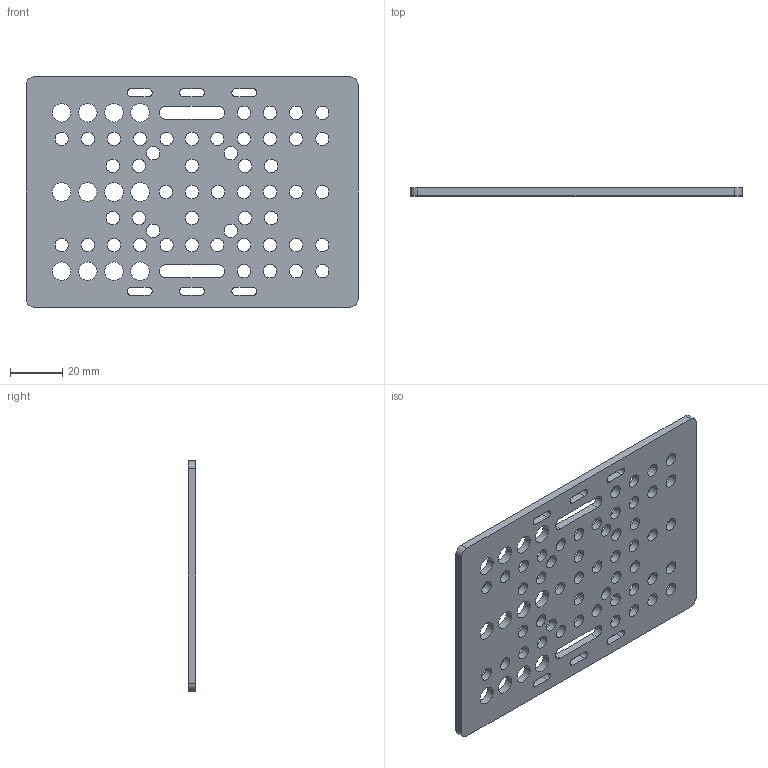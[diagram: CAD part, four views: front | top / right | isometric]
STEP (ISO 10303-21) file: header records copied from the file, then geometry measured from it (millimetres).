
FILE_DESCRIPTION(/* description */ (''),/* implementation_level */ '2;1');
FILE_NAME(/* name */ 'V-Slot Gantry Plate 20-80mm.step',/* time_stamp */ '2019-09-18T11:30:42-05:00',/* author */ (''),/* organization */ (''),/* preprocessor_version */ 'ST-DEVELOPER v18',/* originating_system */ 'Autodesk Translation Framework v8.6.0.1094',/* authorisation */ '');
FILE_SCHEMA (('AUTOMOTIVE_DESIGN { 1 0 10303 214 3 1 1 }'));
Length unit declared in the file: millimetre
Products named in the file (1): V-Slot Gantry Plate 20-80mm
Bounding box: 127 x 3 x 88 mm (x, y, z)
Volume: 27758 mm3; surface area: 23772.1 mm2
Topology: 1 solids, 1 shells, 105 faces, 363 edges, 260 vertices
Faces by surface type: cylinder 83, plane 22
Full cylindrical faces by diameter (mm): 5.1 x51, 7.1 x12
Entity records: 4446 total; most frequent: DIRECTION 795, CARTESIAN_POINT 729, ORIENTED_EDGE 726, EDGE_CURVE 363, AXIS2_PLACEMENT_3D 326, VERTEX_POINT 260, EDGE_LOOP 247, CIRCLE 220
